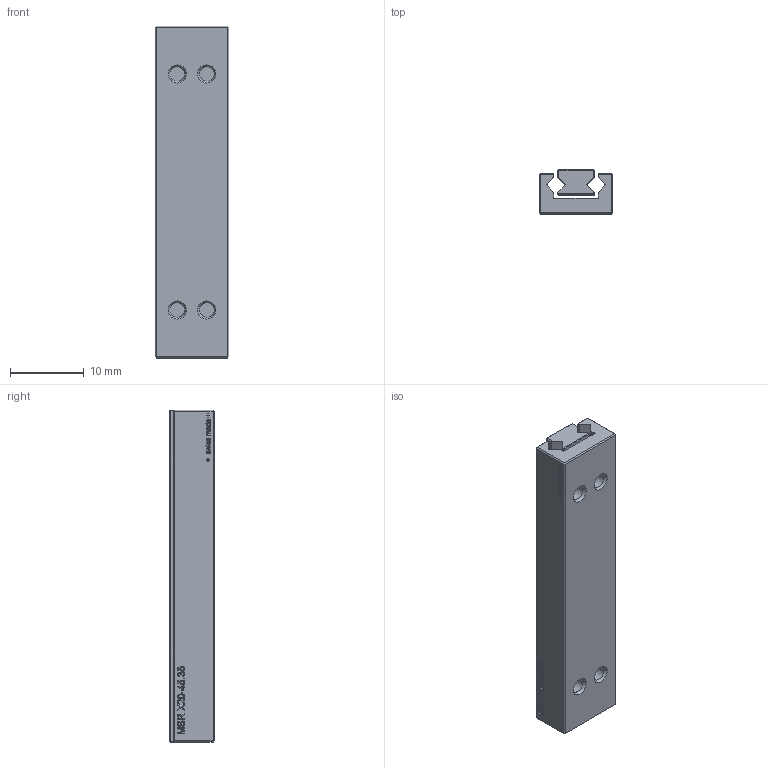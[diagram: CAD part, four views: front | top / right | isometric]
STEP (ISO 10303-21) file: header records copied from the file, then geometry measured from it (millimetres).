
FILE_DESCRIPTION(('FreeCAD Model'),'2;1');
FILE_NAME('MSR X20-45.35.step', '2020-04-07T16:21:00',('Author'),(''), 'Open CASCADE STEP processor 6.8','FreeCAD','Unknown');
FILE_SCHEMA(('AUTOMOTIVE_DESIGN_CC2 { 1 2 10303 214 -1 1 5 4 }'));
Length unit declared in the file: millimetre
Products named in the file (3): ASSEMBLY; TT; DP
Assembly tree (2 placements, depth 2):
  ASSEMBLY
    TT
    DP
Bounding box: 10 x 6 x 45 mm (x, y, z)
Volume: 2054.8 mm3; surface area: 2786.8 mm2
Topology: 2 solids, 2 shells, 632 faces, 1730 edges, 1134 vertices
Faces by surface type: extrusion 328, plane 292, cylinder 8, cone 4
Full cylindrical faces by diameter (mm): 2 x6, 3.4 x2
Entity records: 42783 total; most frequent: CARTESIAN_POINT 10331, DIRECTION 4808, VECTOR 4116, LINE 3788, ORIENTED_EDGE 3460, PCURVE 3460, DEFINITIONAL_REPRESENTATION 3460, EDGE_CURVE 1730
